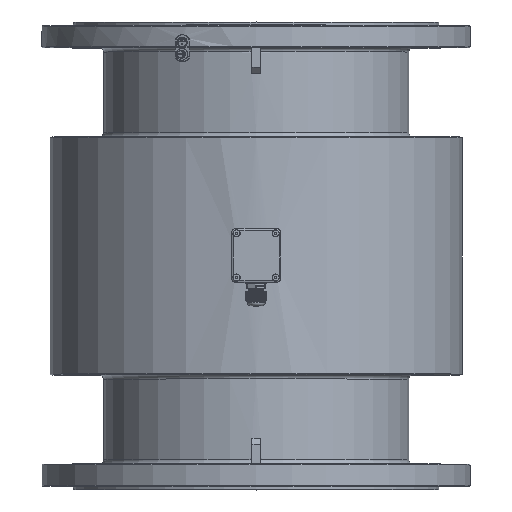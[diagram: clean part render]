
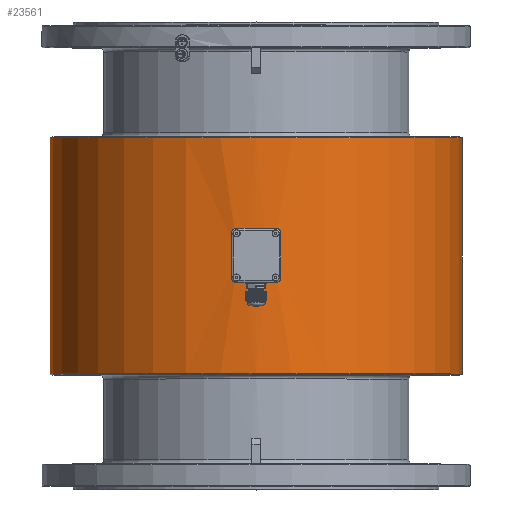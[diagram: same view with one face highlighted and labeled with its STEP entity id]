
A CAD part, top view. The second image highlights one B-rep face of the part: STEP entity #23561.
In plain terms, the highlighted cylindrical face has radius 242.5 mm (diameter 485 mm), a full revolution.
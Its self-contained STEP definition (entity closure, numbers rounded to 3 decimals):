
#739=FACE_BOUND('',#3199,.T.);
#1626=FACE_OUTER_BOUND('',#3198,.T.);
#3198=EDGE_LOOP('',(#16085,#16086,#16087,#16088));
#3199=EDGE_LOOP('',(#16089,#16090));
#4692=CIRCLE('',#25260,242.5);
#4695=CIRCLE('',#25264,242.5);
#6002=B_SPLINE_CURVE_WITH_KNOTS('',3,(#46109,#46110,#46111,#46112,#46113,
#46114,#46115,#46116,#46117,#46118,#46119,#46120,#46121,#46122,#46123,#46124,
#46125,#46126,#46127,#46128,#46129,#46130,#46131,#46132,#46133,#46134,#46135,
#46136,#46137,#46138,#46139,#46140,#46141,#46142,#46143),.UNSPECIFIED.,
 .F.,.F.,(4,2,2,2,2,2,2,2,3,2,2,2,2,2,2,2,4),(-3.166,-2.77,
-2.374,-1.979,-1.583,-1.187,
-0.791,-0.396,0.,0.396,0.791,
1.187,1.583,1.979,2.374,2.77,
3.166),.UNSPECIFIED.);
#6003=B_SPLINE_CURVE_WITH_KNOTS('',3,(#46144,#46145,#46146,#46147,#46148,
#46149,#46150,#46151,#46152,#46153,#46154,#46155,#46156,#46157,#46158,#46159,
#46160,#46161,#46162,#46163,#46164,#46165,#46166,#46167,#46168,#46169,#46170,
#46171,#46172,#46173,#46174,#46175,#46176,#46177),.UNSPECIFIED.,.F.,.F.,
(4,2,2,2,2,2,2,2,2,2,2,2,2,2,2,2,4),(3.166,3.562,
3.957,4.353,4.749,5.145,5.54,
5.936,6.332,6.727,7.123,7.519,
7.915,8.31,8.706,9.102,9.498),
 .UNSPECIFIED.);
#6574=LINE('',#46106,#8024);
#8024=VECTOR('',#28726,242.5);
#9697=VERTEX_POINT('',#46098);
#9699=VERTEX_POINT('',#46104);
#9700=VERTEX_POINT('',#46107);
#9701=VERTEX_POINT('',#46108);
#11969=EDGE_CURVE('',#9697,#9697,#4692,.T.);
#11972=EDGE_CURVE('',#9699,#9699,#4695,.T.);
#11973=EDGE_CURVE('',#9699,#9697,#6574,.T.);
#11974=EDGE_CURVE('',#9700,#9701,#6002,.T.);
#11975=EDGE_CURVE('',#9701,#9700,#6003,.T.);
#16085=ORIENTED_EDGE('',*,*,#11972,.F.);
#16086=ORIENTED_EDGE('',*,*,#11973,.T.);
#16087=ORIENTED_EDGE('',*,*,#11969,.F.);
#16088=ORIENTED_EDGE('',*,*,#11973,.F.);
#16089=ORIENTED_EDGE('',*,*,#11974,.T.);
#16090=ORIENTED_EDGE('',*,*,#11975,.T.);
#21765=CYLINDRICAL_SURFACE('',#25263,242.5);
#23561=ADVANCED_FACE('',(#1626,#739),#21765,.T.);
#25260=AXIS2_PLACEMENT_3D('',#46099,#28716,#28717);
#25263=AXIS2_PLACEMENT_3D('',#46103,#28722,#28723);
#25264=AXIS2_PLACEMENT_3D('',#46105,#28724,#28725);
#28716=DIRECTION('center_axis',(-1.,0.,0.));
#28717=DIRECTION('ref_axis',(0.,-1.,0.));
#28722=DIRECTION('center_axis',(1.,0.,0.));
#28723=DIRECTION('ref_axis',(0.,1.,0.));
#28724=DIRECTION('center_axis',(1.,0.,0.));
#28725=DIRECTION('ref_axis',(0.,-1.,0.));
#28726=DIRECTION('',(-1.,0.,0.));
#46098=CARTESIAN_POINT('',(-139.,-559.,0.));
#46099=CARTESIAN_POINT('Origin',(-139.,-316.5,0.));
#46103=CARTESIAN_POINT('Origin',(0.,-316.5,0.));
#46104=CARTESIAN_POINT('',(139.,-559.,0.));
#46105=CARTESIAN_POINT('Origin',(139.,-316.5,0.));
#46106=CARTESIAN_POINT('',(0.,-559.,0.));
#46107=CARTESIAN_POINT('',(-21.,-74.,0.));
#46108=CARTESIAN_POINT('',(21.,-74.,0.));
#46109=CARTESIAN_POINT('Ctrl Pts',(-21.,-74.,0.));
#46110=CARTESIAN_POINT('Ctrl Pts',(-21.,-74.,-1.319));
#46111=CARTESIAN_POINT('Ctrl Pts',(-20.874,-74.011,
-2.683));
#46112=CARTESIAN_POINT('Ctrl Pts',(-20.342,-74.056,
-5.396));
#46113=CARTESIAN_POINT('Ctrl Pts',(-19.937,-74.09,
-6.745));
#46114=CARTESIAN_POINT('Ctrl Pts',(-18.865,-74.176,
-9.332));
#46115=CARTESIAN_POINT('Ctrl Pts',(-18.198,-74.228,
-10.572));
#46116=CARTESIAN_POINT('Ctrl Pts',(-16.656,-74.339,
-12.864));
#46117=CARTESIAN_POINT('Ctrl Pts',(-15.781,-74.398,
-13.917));
#46118=CARTESIAN_POINT('Ctrl Pts',(-13.917,-74.512,
-15.781));
#46119=CARTESIAN_POINT('Ctrl Pts',(-12.864,-74.571,-16.656));
#46120=CARTESIAN_POINT('Ctrl Pts',(-10.572,-74.683,
-18.198));
#46121=CARTESIAN_POINT('Ctrl Pts',(-9.332,-74.734,
-18.865));
#46122=CARTESIAN_POINT('Ctrl Pts',(-6.745,-74.82,
-19.937));
#46123=CARTESIAN_POINT('Ctrl Pts',(-5.396,-74.855,
-20.342));
#46124=CARTESIAN_POINT('Ctrl Pts',(-2.683,-74.9,
-20.874));
#46125=CARTESIAN_POINT('Ctrl Pts',(-1.319,-74.911,
-21.));
#46126=CARTESIAN_POINT('Ctrl Pts',(0.,-74.911,
-21.));
#46127=CARTESIAN_POINT('Ctrl Pts',(1.319,-74.911,-21.));
#46128=CARTESIAN_POINT('Ctrl Pts',(2.683,-74.9,-20.874));
#46129=CARTESIAN_POINT('Ctrl Pts',(5.396,-74.855,-20.342));
#46130=CARTESIAN_POINT('Ctrl Pts',(6.745,-74.82,-19.937));
#46131=CARTESIAN_POINT('Ctrl Pts',(9.332,-74.734,-18.865));
#46132=CARTESIAN_POINT('Ctrl Pts',(10.572,-74.683,-18.198));
#46133=CARTESIAN_POINT('Ctrl Pts',(12.864,-74.571,-16.656));
#46134=CARTESIAN_POINT('Ctrl Pts',(13.917,-74.512,-15.781));
#46135=CARTESIAN_POINT('Ctrl Pts',(15.781,-74.398,-13.917));
#46136=CARTESIAN_POINT('Ctrl Pts',(16.656,-74.339,-12.864));
#46137=CARTESIAN_POINT('Ctrl Pts',(18.198,-74.228,-10.572));
#46138=CARTESIAN_POINT('Ctrl Pts',(18.865,-74.176,-9.332));
#46139=CARTESIAN_POINT('Ctrl Pts',(19.937,-74.09,-6.745));
#46140=CARTESIAN_POINT('Ctrl Pts',(20.342,-74.056,-5.396));
#46141=CARTESIAN_POINT('Ctrl Pts',(20.874,-74.011,-2.683));
#46142=CARTESIAN_POINT('Ctrl Pts',(21.,-74.,-1.319));
#46143=CARTESIAN_POINT('Ctrl Pts',(21.,-74.,0.));
#46144=CARTESIAN_POINT('Ctrl Pts',(21.,-74.,0.));
#46145=CARTESIAN_POINT('Ctrl Pts',(21.,-74.,1.319));
#46146=CARTESIAN_POINT('Ctrl Pts',(20.874,-74.011,2.683));
#46147=CARTESIAN_POINT('Ctrl Pts',(20.342,-74.056,5.396));
#46148=CARTESIAN_POINT('Ctrl Pts',(19.937,-74.09,6.745));
#46149=CARTESIAN_POINT('Ctrl Pts',(18.865,-74.176,9.332));
#46150=CARTESIAN_POINT('Ctrl Pts',(18.198,-74.228,10.572));
#46151=CARTESIAN_POINT('Ctrl Pts',(16.656,-74.339,12.864));
#46152=CARTESIAN_POINT('Ctrl Pts',(15.781,-74.398,13.917));
#46153=CARTESIAN_POINT('Ctrl Pts',(13.917,-74.512,15.781));
#46154=CARTESIAN_POINT('Ctrl Pts',(12.864,-74.571,16.656));
#46155=CARTESIAN_POINT('Ctrl Pts',(10.572,-74.683,18.198));
#46156=CARTESIAN_POINT('Ctrl Pts',(9.332,-74.734,18.865));
#46157=CARTESIAN_POINT('Ctrl Pts',(6.745,-74.82,19.937));
#46158=CARTESIAN_POINT('Ctrl Pts',(5.396,-74.855,20.342));
#46159=CARTESIAN_POINT('Ctrl Pts',(2.683,-74.9,20.874));
#46160=CARTESIAN_POINT('Ctrl Pts',(1.319,-74.911,21.));
#46161=CARTESIAN_POINT('Ctrl Pts',(-1.319,-74.911,
21.));
#46162=CARTESIAN_POINT('Ctrl Pts',(-2.683,-74.9,
20.874));
#46163=CARTESIAN_POINT('Ctrl Pts',(-5.396,-74.855,
20.342));
#46164=CARTESIAN_POINT('Ctrl Pts',(-6.745,-74.82,
19.937));
#46165=CARTESIAN_POINT('Ctrl Pts',(-9.332,-74.734,
18.865));
#46166=CARTESIAN_POINT('Ctrl Pts',(-10.572,-74.683,
18.198));
#46167=CARTESIAN_POINT('Ctrl Pts',(-12.864,-74.571,16.656));
#46168=CARTESIAN_POINT('Ctrl Pts',(-13.917,-74.512,
15.781));
#46169=CARTESIAN_POINT('Ctrl Pts',(-15.781,-74.398,
13.917));
#46170=CARTESIAN_POINT('Ctrl Pts',(-16.656,-74.339,
12.864));
#46171=CARTESIAN_POINT('Ctrl Pts',(-18.198,-74.228,
10.572));
#46172=CARTESIAN_POINT('Ctrl Pts',(-18.865,-74.176,
9.332));
#46173=CARTESIAN_POINT('Ctrl Pts',(-19.937,-74.09,
6.745));
#46174=CARTESIAN_POINT('Ctrl Pts',(-20.342,-74.056,
5.396));
#46175=CARTESIAN_POINT('Ctrl Pts',(-20.874,-74.011,
2.683));
#46176=CARTESIAN_POINT('Ctrl Pts',(-21.,-74.,1.319));
#46177=CARTESIAN_POINT('Ctrl Pts',(-21.,-74.,0.));
